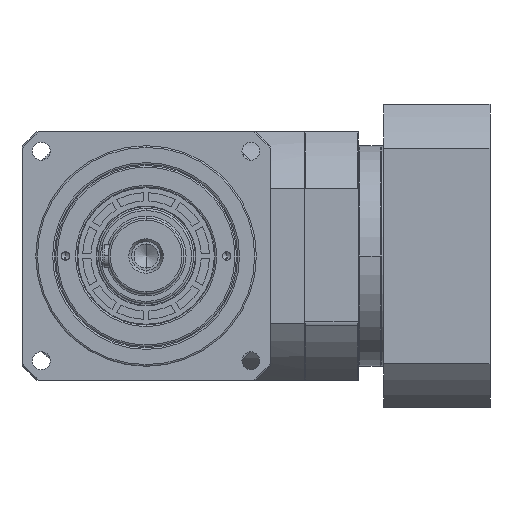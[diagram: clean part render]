
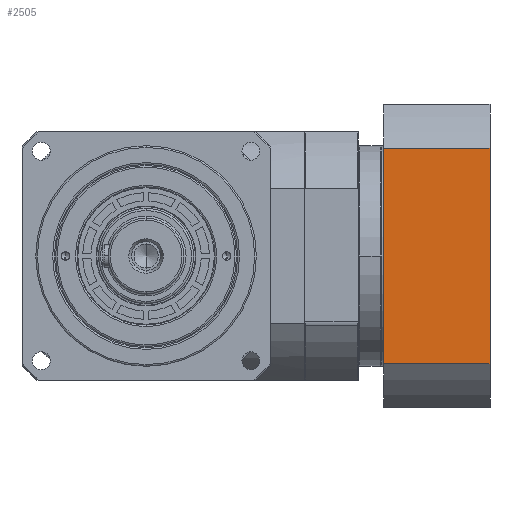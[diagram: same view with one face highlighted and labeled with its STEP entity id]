
A CAD part, left-side view. The second image highlights one B-rep face of the part: STEP entity #2505.
In plain terms, the highlighted face is planar.
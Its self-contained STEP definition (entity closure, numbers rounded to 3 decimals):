
#586 = ORIENTED_EDGE ( 'NONE', *, *, #12944, .T. ) ;
#1083 = CARTESIAN_POINT ( 'NONE',  ( -78.262, 110., 77. ) ) ;
#1926 = VERTEX_POINT ( 'NONE', #10531 ) ;
#2505 = ADVANCED_FACE ( 'NONE', ( #21927 ), #4555, .F. ) ;
#2547 = CARTESIAN_POINT ( 'NONE',  ( -78.262, 110., 77. ) ) ;
#2729 = DIRECTION ( 'NONE',  ( 0., 0., -1. ) ) ;
#3966 = ORIENTED_EDGE ( 'NONE', *, *, #12819, .T. ) ;
#4291 = CARTESIAN_POINT ( 'NONE',  ( -78.262, 110., 0. ) ) ;
#4555 = PLANE ( 'NONE',  #10596 ) ;
#4835 = VECTOR ( 'NONE', #9694, 1000. ) ;
#4844 = EDGE_CURVE ( 'NONE', #23113, #26440, #11799, .T. ) ;
#5588 = CARTESIAN_POINT ( 'NONE',  ( 78.262, 110., 77. ) ) ;
#5591 = LINE ( 'NONE', #10237, #8125 ) ;
#5832 = CARTESIAN_POINT ( 'NONE',  ( 78.262, 110., 77. ) ) ;
#8125 = VECTOR ( 'NONE', #9971, 1000. ) ;
#9148 = VECTOR ( 'NONE', #21522, 1000. ) ;
#9694 = DIRECTION ( 'NONE',  ( -1., 0., 0. ) ) ;
#9833 = LINE ( 'NONE', #5588, #23118 ) ;
#9971 = DIRECTION ( 'NONE',  ( 0., 0., -1. ) ) ;
#10237 = CARTESIAN_POINT ( 'NONE',  ( -78.262, 110., 77. ) ) ;
#10531 = CARTESIAN_POINT ( 'NONE',  ( -78.262, 110., 0. ) ) ;
#10596 = AXIS2_PLACEMENT_3D ( 'NONE', #14997, #23627, #2729 ) ;
#11799 = LINE ( 'NONE', #1083, #4835 ) ;
#11917 = ORIENTED_EDGE ( 'NONE', *, *, #22588, .F. ) ;
#12819 = EDGE_CURVE ( 'NONE', #23113, #22944, #9833, .T. ) ;
#12944 = EDGE_CURVE ( 'NONE', #22944, #1926, #17292, .T. ) ;
#14997 = CARTESIAN_POINT ( 'NONE',  ( -78.262, 110., 77. ) ) ;
#17292 = LINE ( 'NONE', #4291, #9148 ) ;
#21522 = DIRECTION ( 'NONE',  ( -1., 0., 0. ) ) ;
#21927 = FACE_OUTER_BOUND ( 'NONE', #27365, .T. ) ;
#22588 = EDGE_CURVE ( 'NONE', #26440, #1926, #5591, .T. ) ;
#22813 = DIRECTION ( 'NONE',  ( 0., 0., -1. ) ) ;
#22944 = VERTEX_POINT ( 'NONE', #26437 ) ;
#23113 = VERTEX_POINT ( 'NONE', #5832 ) ;
#23118 = VECTOR ( 'NONE', #22813, 1000. ) ;
#23627 = DIRECTION ( 'NONE',  ( 0., -1., 0. ) ) ;
#26080 = ORIENTED_EDGE ( 'NONE', *, *, #4844, .F. ) ;
#26437 = CARTESIAN_POINT ( 'NONE',  ( 78.262, 110., 0. ) ) ;
#26440 = VERTEX_POINT ( 'NONE', #2547 ) ;
#27365 = EDGE_LOOP ( 'NONE', ( #586, #11917, #26080, #3966 ) ) ;
